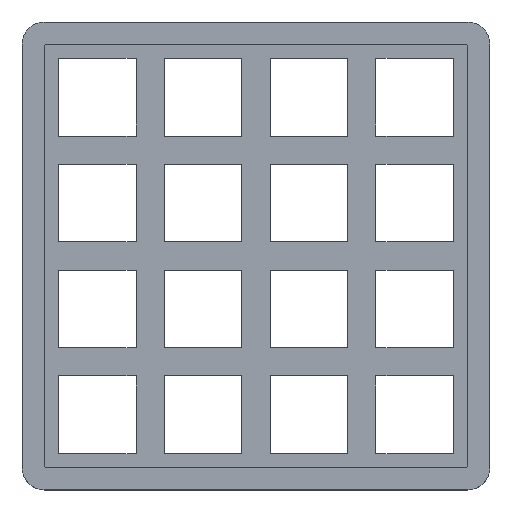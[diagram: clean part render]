
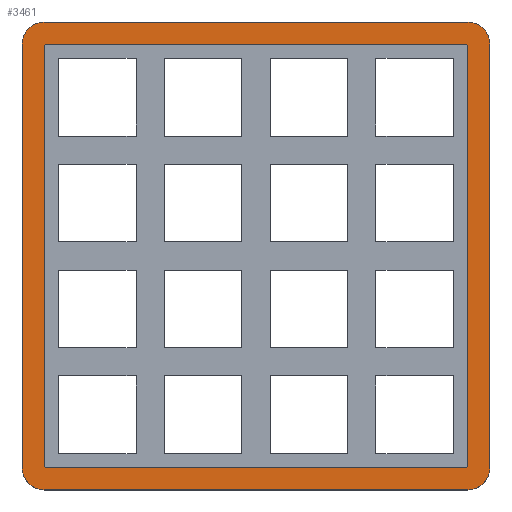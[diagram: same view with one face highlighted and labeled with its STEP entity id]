
A CAD part, top view. The second image highlights one B-rep face of the part: STEP entity #3461.
In plain terms, the highlighted planar face has unit normal (0, 0, 1).
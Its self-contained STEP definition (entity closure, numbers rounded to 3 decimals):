
#59=FACE_BOUND('',#319,.T.);
#103=FACE_OUTER_BOUND('',#318,.T.);
#318=EDGE_LOOP('',(#2427,#2428,#2429,#2430,#2431,#2432,#2433,#2434));
#319=EDGE_LOOP('',(#2435,#2436,#2437,#2438,#2439,#2440,#2441,#2442));
#609=LINE('',#4987,#1061);
#615=LINE('',#5002,#1067);
#619=LINE('',#5014,#1071);
#622=LINE('',#5023,#1074);
#625=LINE('',#5032,#1077);
#627=LINE('',#5036,#1079);
#628=LINE('',#5040,#1080);
#629=LINE('',#5044,#1081);
#1061=VECTOR('',#3996,10.);
#1067=VECTOR('',#4010,10.);
#1071=VECTOR('',#4022,10.);
#1074=VECTOR('',#4033,10.);
#1077=VECTOR('',#4042,10.);
#1079=VECTOR('',#4046,10.);
#1080=VECTOR('',#4049,10.);
#1081=VECTOR('',#4052,10.);
#1452=CIRCLE('',#3662,0.4);
#1454=CIRCLE('',#3666,0.4);
#1456=CIRCLE('',#3670,0.4);
#1458=CIRCLE('',#3674,0.4);
#1459=CIRCLE('',#3677,4.);
#1460=CIRCLE('',#3680,4.);
#1461=CIRCLE('',#3681,4.);
#1462=CIRCLE('',#3682,4.);
#1569=VERTEX_POINT('',#4980);
#1570=VERTEX_POINT('',#4982);
#1571=VERTEX_POINT('',#4986);
#1575=VERTEX_POINT('',#4995);
#1576=VERTEX_POINT('',#4997);
#1579=VERTEX_POINT('',#5007);
#1580=VERTEX_POINT('',#5009);
#1582=VERTEX_POINT('',#5018);
#1583=VERTEX_POINT('',#5025);
#1584=VERTEX_POINT('',#5026);
#1585=VERTEX_POINT('',#5031);
#1586=VERTEX_POINT('',#5035);
#1587=VERTEX_POINT('',#5037);
#1588=VERTEX_POINT('',#5039);
#1589=VERTEX_POINT('',#5041);
#1590=VERTEX_POINT('',#5043);
#1897=EDGE_CURVE('',#1569,#1570,#1452,.T.);
#1899=EDGE_CURVE('',#1571,#1570,#609,.T.);
#1904=EDGE_CURVE('',#1575,#1576,#1454,.T.);
#1907=EDGE_CURVE('',#1569,#1576,#615,.T.);
#1910=EDGE_CURVE('',#1579,#1580,#1456,.T.);
#1913=EDGE_CURVE('',#1575,#1580,#619,.T.);
#1915=EDGE_CURVE('',#1571,#1582,#1458,.T.);
#1918=EDGE_CURVE('',#1579,#1582,#622,.T.);
#1919=EDGE_CURVE('',#1583,#1584,#1459,.T.);
#1922=EDGE_CURVE('',#1585,#1584,#625,.T.);
#1924=EDGE_CURVE('',#1583,#1586,#627,.T.);
#1925=EDGE_CURVE('',#1587,#1586,#1460,.T.);
#1926=EDGE_CURVE('',#1587,#1588,#628,.T.);
#1927=EDGE_CURVE('',#1589,#1588,#1461,.T.);
#1928=EDGE_CURVE('',#1589,#1590,#629,.T.);
#1929=EDGE_CURVE('',#1585,#1590,#1462,.T.);
#2427=ORIENTED_EDGE('',*,*,#1919,.F.);
#2428=ORIENTED_EDGE('',*,*,#1924,.T.);
#2429=ORIENTED_EDGE('',*,*,#1925,.F.);
#2430=ORIENTED_EDGE('',*,*,#1926,.T.);
#2431=ORIENTED_EDGE('',*,*,#1927,.F.);
#2432=ORIENTED_EDGE('',*,*,#1928,.T.);
#2433=ORIENTED_EDGE('',*,*,#1929,.F.);
#2434=ORIENTED_EDGE('',*,*,#1922,.T.);
#2435=ORIENTED_EDGE('',*,*,#1918,.T.);
#2436=ORIENTED_EDGE('',*,*,#1915,.F.);
#2437=ORIENTED_EDGE('',*,*,#1899,.T.);
#2438=ORIENTED_EDGE('',*,*,#1897,.F.);
#2439=ORIENTED_EDGE('',*,*,#1907,.T.);
#2440=ORIENTED_EDGE('',*,*,#1904,.F.);
#2441=ORIENTED_EDGE('',*,*,#1913,.T.);
#2442=ORIENTED_EDGE('',*,*,#1910,.F.);
#3285=PLANE('',#3679);
#3461=ADVANCED_FACE('',(#103,#59),#3285,.T.);
#3662=AXIS2_PLACEMENT_3D('',#4983,#3991,#3992);
#3666=AXIS2_PLACEMENT_3D('',#4998,#4004,#4005);
#3670=AXIS2_PLACEMENT_3D('',#5010,#4016,#4017);
#3674=AXIS2_PLACEMENT_3D('',#5019,#4027,#4028);
#3677=AXIS2_PLACEMENT_3D('',#5027,#4036,#4037);
#3679=AXIS2_PLACEMENT_3D('',#5034,#4044,#4045);
#3680=AXIS2_PLACEMENT_3D('',#5038,#4047,#4048);
#3681=AXIS2_PLACEMENT_3D('',#5042,#4050,#4051);
#3682=AXIS2_PLACEMENT_3D('',#5045,#4053,#4054);
#3991=DIRECTION('center_axis',(0.,0.,1.));
#3992=DIRECTION('ref_axis',(-0.707,0.707,0.));
#3996=DIRECTION('',(0.,1.,0.));
#4004=DIRECTION('center_axis',(0.,0.,1.));
#4005=DIRECTION('ref_axis',(0.707,0.707,0.));
#4010=DIRECTION('',(1.,0.,0.));
#4016=DIRECTION('center_axis',(0.,0.,1.));
#4017=DIRECTION('ref_axis',(0.707,-0.707,0.));
#4022=DIRECTION('',(0.,-1.,0.));
#4027=DIRECTION('center_axis',(0.,0.,1.));
#4028=DIRECTION('ref_axis',(-0.707,-0.707,0.));
#4033=DIRECTION('',(-1.,0.,0.));
#4036=DIRECTION('center_axis',(0.,0.,-1.));
#4037=DIRECTION('ref_axis',(0.707,0.707,0.));
#4042=DIRECTION('',(0.,1.,0.));
#4044=DIRECTION('center_axis',(0.,0.,1.));
#4045=DIRECTION('ref_axis',(1.,0.,0.));
#4046=DIRECTION('',(-1.,0.,0.));
#4047=DIRECTION('center_axis',(0.,0.,-1.));
#4048=DIRECTION('ref_axis',(-0.707,0.707,0.));
#4049=DIRECTION('',(0.,-1.,0.));
#4050=DIRECTION('center_axis',(0.,0.,-1.));
#4051=DIRECTION('ref_axis',(-0.707,-0.707,0.));
#4052=DIRECTION('',(1.,0.,0.));
#4053=DIRECTION('center_axis',(0.,0.,-1.));
#4054=DIRECTION('ref_axis',(0.707,-0.707,0.));
#4980=CARTESIAN_POINT('',(0.495,76.458,9.));
#4982=CARTESIAN_POINT('',(0.095,76.058,9.));
#4983=CARTESIAN_POINT('Origin',(0.495,76.058,9.));
#4986=CARTESIAN_POINT('',(0.095,0.658,9.));
#4987=CARTESIAN_POINT('',(0.095,0.258,9.));
#4995=CARTESIAN_POINT('',(76.295,76.058,9.));
#4997=CARTESIAN_POINT('',(75.895,76.458,9.));
#4998=CARTESIAN_POINT('Origin',(75.895,76.058,9.));
#5002=CARTESIAN_POINT('',(0.095,76.458,9.));
#5007=CARTESIAN_POINT('',(75.895,0.258,9.));
#5009=CARTESIAN_POINT('',(76.295,0.658,9.));
#5010=CARTESIAN_POINT('Origin',(75.895,0.658,9.));
#5014=CARTESIAN_POINT('',(76.295,76.458,9.));
#5018=CARTESIAN_POINT('',(0.495,0.258,9.));
#5019=CARTESIAN_POINT('Origin',(0.495,0.658,9.));
#5023=CARTESIAN_POINT('',(76.295,0.258,9.));
#5025=CARTESIAN_POINT('',(76.295,80.458,9.));
#5026=CARTESIAN_POINT('',(80.295,76.458,9.));
#5027=CARTESIAN_POINT('Origin',(76.295,76.458,9.));
#5031=CARTESIAN_POINT('',(80.295,0.258,9.));
#5032=CARTESIAN_POINT('',(80.295,80.458,9.));
#5034=CARTESIAN_POINT('Origin',(38.195,38.358,9.));
#5035=CARTESIAN_POINT('',(0.095,80.458,9.));
#5036=CARTESIAN_POINT('',(-3.905,80.458,9.));
#5037=CARTESIAN_POINT('',(-3.905,76.458,9.));
#5038=CARTESIAN_POINT('Origin',(0.095,76.458,9.));
#5039=CARTESIAN_POINT('',(-3.905,0.258,9.));
#5040=CARTESIAN_POINT('',(-3.905,-3.742,9.));
#5041=CARTESIAN_POINT('',(0.095,-3.742,9.));
#5042=CARTESIAN_POINT('Origin',(0.095,0.258,9.));
#5043=CARTESIAN_POINT('',(76.295,-3.742,9.));
#5044=CARTESIAN_POINT('',(80.295,-3.742,9.));
#5045=CARTESIAN_POINT('Origin',(76.295,0.258,9.));
